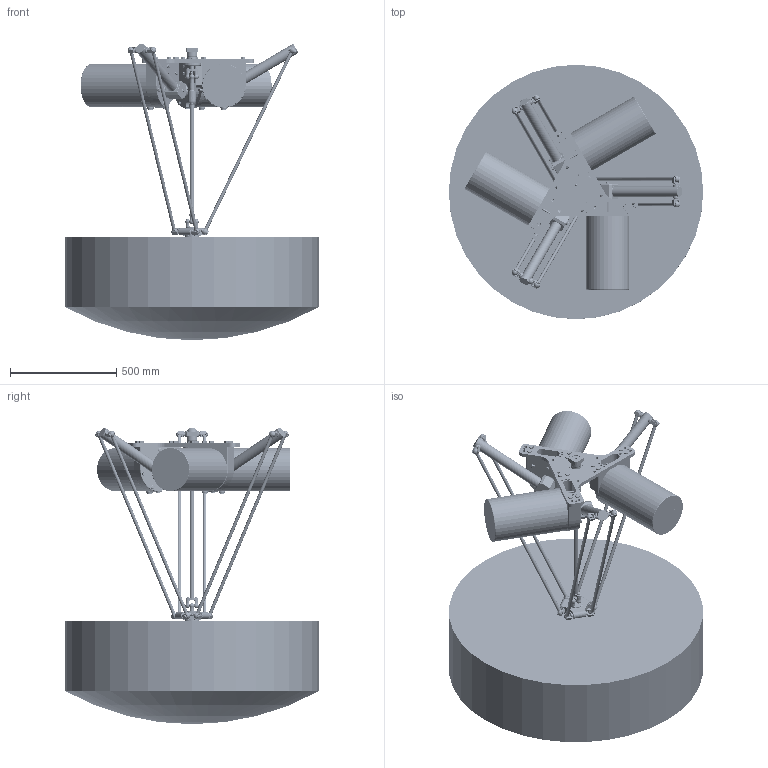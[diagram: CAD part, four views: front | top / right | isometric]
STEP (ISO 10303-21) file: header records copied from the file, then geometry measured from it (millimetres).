
FILE_DESCRIPTION(/* description */ ('Norm.iam Teamplte'),/* implementation_level */ '2;1');
FILE_NAME(/* name */ '3D-model_A_00873.stp',/* time_stamp */ '2025-05-20T16:26:04+02:00',/* author */ ('lars.merkel'),/* organization */ (''),/* preprocessor_version */ 'ST-DEVELOPER v19.2',/* originating_system */ 'Autodesk Inventor 2023',/* authorisation */ '');
FILE_SCHEMA (('AUTOMOTIVE_DESIGN { 1 0 10303 214 3 1 1 }'));
Products named in the file (12): A_00873_DUMMY HHD DELTA Robotermechanik RL4-1200-3kg; MT_WST00108830; MT_WST00109289 Dummy Kopfplatte; MT_WST00104314; MT_WST00108831 Unterarm Dummy; MT_WST00108839 Teleskopwelle; MT_WST00108844 Teleskopwelle Dummy; MT_WST00108846 Kugelgelenk Dummy; MT_WST00109291 Dummy Kardankreuz; MT_WST00109248 Werkzeugträger Dummy; MT_WST00109103 n/a; MT_WST00113182 Oberarm Dummy
Assembly tree (24 placements, depth 2):
  A_00873_DUMMY HHD DELTA Robotermechanik RL4-1200-3kg
    MT_WST00108830
    MT_WST00109289 Dummy Kopfplatte
    MT_WST00104314  x6
    MT_WST00108831 Unterarm Dummy  x6
    MT_WST00108839 Teleskopwelle
    MT_WST00108844 Teleskopwelle Dummy
    MT_WST00108846 Kugelgelenk Dummy
    MT_WST00109291 Dummy Kardankreuz  x2
    MT_WST00109248 Werkzeugträger Dummy
    MT_WST00109103 n/a
    MT_WST00113182 Oberarm Dummy  x3
Bounding box: 1200 x 1200 x 1397.9 mm (x, y, z)
Volume: 512595300 mm3; surface area: 5759978.5 mm2
Topology: 24 solids, 24 shells, 3166 faces, 7635 edges, 4938 vertices
Faces by surface type: plane 1539, cylinder 797, torus 332, cone 256, bspline 200, sphere 42
Full cylindrical faces by diameter (mm): 3.242 x12, 4.134 x4, 5 x1, 6 x24, 7 x7, 8 x26, 9.013 x1, 9.2 x14, 10 x19, 10.106 x6, 11 x30, 12 x1, 13 x6, 13.5 x12, 14.5 x2, 16 x54, 16.9 x27, 17.2 x12, 19 x8, 20 x1, 22 x10, 25 x2, 25.8 x1, 28 x6, 30 x3, 38 x2, 41 x1, 49 x3, 50 x4, 59 x2
Entity records: 78963 total; most frequent: CARTESIAN_POINT 23694, DIRECTION 11238, ORIENTED_EDGE 10942, EDGE_CURVE 5471, AXIS2_PLACEMENT_3D 4222, VERTEX_POINT 3541, LINE 2794, VECTOR 2794
